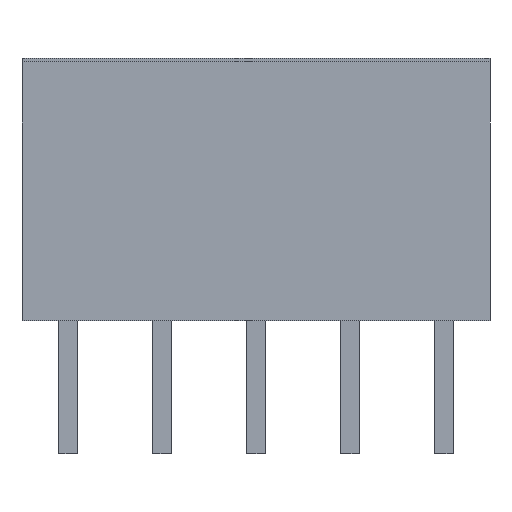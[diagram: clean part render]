
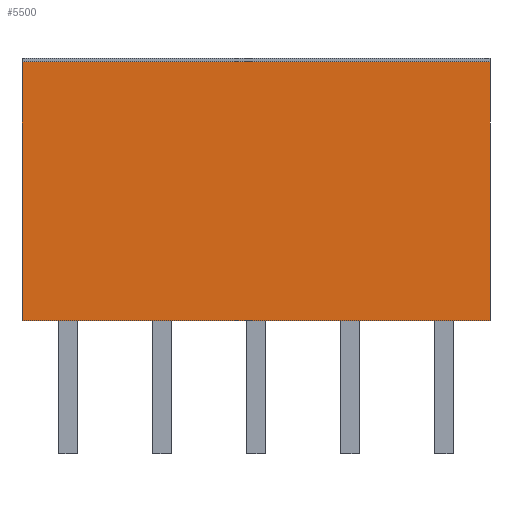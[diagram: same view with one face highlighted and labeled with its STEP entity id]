
A CAD part, front view. The second image highlights one B-rep face of the part: STEP entity #5500.
In plain terms, the highlighted planar face has unit normal (0, -1, 0).
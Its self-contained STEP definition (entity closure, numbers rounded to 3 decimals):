
#5090=CARTESIAN_POINT('',(83.591,71.897,7.0));
#5091=VERTEX_POINT('',#5090);
#5098=CARTESIAN_POINT('',(96.241,71.897,7.0));
#5099=VERTEX_POINT('',#5098);
#5100=CARTESIAN_POINT('',(96.241,71.897,7.0));
#5101=DIRECTION('',(-1.0,0.0,0.0));
#5102=VECTOR('',#5101,12.65);
#5103=LINE('',#5100,#5102);
#5104=EDGE_CURVE('',#5099,#5091,#5103,.T.);
#5470=CARTESIAN_POINT('',(96.241,71.897,7.0));
#5471=DIRECTION('',(0.0,-1.0,0.0));
#5472=DIRECTION('',(0.0,0.0,-1.0));
#5473=AXIS2_PLACEMENT_3D('',#5470,#5471,#5472);
#5474=PLANE('',#5473);
#5475=CARTESIAN_POINT('',(83.591,71.897,0.0));
#5476=VERTEX_POINT('',#5475);
#5477=CARTESIAN_POINT('',(83.591,71.897,7.0));
#5478=DIRECTION('',(0.0,0.0,-1.0));
#5479=VECTOR('',#5478,7.0);
#5480=LINE('',#5477,#5479);
#5481=EDGE_CURVE('',#5091,#5476,#5480,.T.);
#5482=ORIENTED_EDGE('',*,*,#5481,.T.);
#5483=CARTESIAN_POINT('',(96.241,71.897,0.0));
#5484=VERTEX_POINT('',#5483);
#5485=CARTESIAN_POINT('',(96.241,71.897,0.0));
#5486=DIRECTION('',(-1.0,0.0,0.0));
#5487=VECTOR('',#5486,12.65);
#5488=LINE('',#5485,#5487);
#5489=EDGE_CURVE('',#5484,#5476,#5488,.T.);
#5490=ORIENTED_EDGE('',*,*,#5489,.F.);
#5491=CARTESIAN_POINT('',(96.241,71.897,7.0));
#5492=DIRECTION('',(0.0,0.0,-1.0));
#5493=VECTOR('',#5492,7.0);
#5494=LINE('',#5491,#5493);
#5495=EDGE_CURVE('',#5099,#5484,#5494,.T.);
#5496=ORIENTED_EDGE('',*,*,#5495,.F.);
#5497=ORIENTED_EDGE('',*,*,#5104,.T.);
#5498=EDGE_LOOP('',(#5482,#5490,#5496,#5497));
#5499=FACE_OUTER_BOUND('',#5498,.T.);
#5500=ADVANCED_FACE('',(#5499),#5474,.T.);
